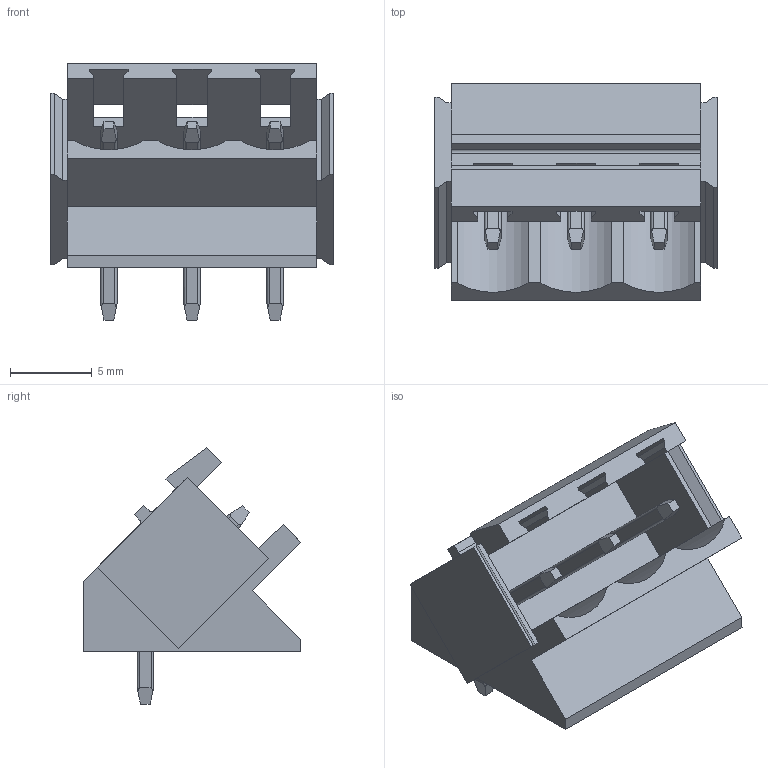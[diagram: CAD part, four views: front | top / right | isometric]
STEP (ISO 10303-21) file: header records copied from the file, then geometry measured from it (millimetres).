
FILE_DESCRIPTION(('CATIA V5 STEP Exchange','CAx-IF Rec.Pracs.--- Model Styling and Organization---1.2---2011-12-15'),'2;1');
FILE_NAME ('D1453233_0_1605540000_1605540000.stp','2018-10-10T05:03:12+00:00',('none'),('Weidmueller'),'CATIA Version 5-6 Release 2014','CATIA V5 STEP AP214','none');
FILE_SCHEMA(('AUTOMOTIVE_DESIGN { 1 0 10303 214 1 1 1 1 }'));
Length unit declared in the file: millimetre
Products named in the file (1): 1605540000
Bounding box: 17.24 x 13.3 x 15.67 mm (x, y, z)
Volume: 1032.3 mm3; surface area: 1545.5 mm2
Topology: 4 solids, 4 shells, 193 faces, 525 edges, 334 vertices
Faces by surface type: plane 140, cylinder 53
Entity records: 6602 total; most frequent: CARTESIAN_POINT 2058, ORIENTED_EDGE 1050, DIRECTION 737, EDGE_CURVE 525, VECTOR 419, LINE 419, VERTEX_POINT 334, EDGE_LOOP 199
